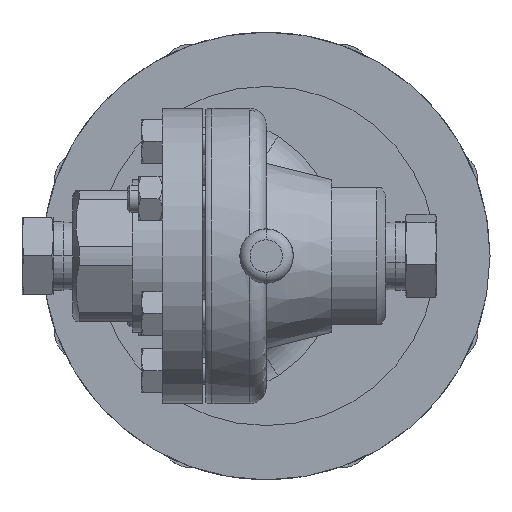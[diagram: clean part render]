
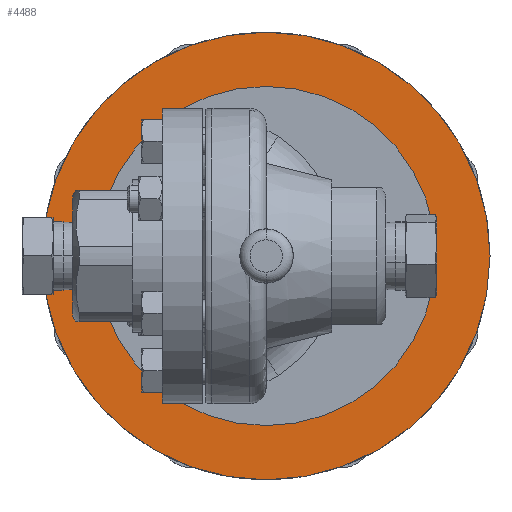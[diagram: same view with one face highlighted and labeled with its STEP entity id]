
A CAD part, front view. The second image highlights one B-rep face of the part: STEP entity #4488.
In plain terms, the highlighted planar face has unit normal (0, -1, 0).
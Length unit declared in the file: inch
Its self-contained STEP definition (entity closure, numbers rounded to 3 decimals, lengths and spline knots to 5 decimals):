
#676 = EDGE_LOOP ( 'NONE', ( #12031, #2225 ) ) ;
#708 = DIRECTION ( 'NONE',  ( 0., 1., 0. ) ) ;
#1617 = DIRECTION ( 'NONE',  ( 0., -1., 0. ) ) ;
#1670 = ORIENTED_EDGE ( 'NONE', *, *, #8073, .F. ) ;
#1940 = CARTESIAN_POINT ( 'NONE',  ( 0., 2.05, -2.56 ) ) ;
#1964 = DIRECTION ( 'NONE',  ( 0., 0., 1. ) ) ;
#2173 = VERTEX_POINT ( 'NONE', #1940 ) ;
#2225 = ORIENTED_EDGE ( 'NONE', *, *, #14633, .F. ) ;
#2302 = CIRCLE ( 'NONE', #8904, 2.56 ) ;
#2825 = CARTESIAN_POINT ( 'NONE',  ( 0., 2.05, 0. ) ) ;
#3952 = VERTEX_POINT ( 'NONE', #12915 ) ;
#4119 = ORIENTED_EDGE ( 'NONE', *, *, #5775, .F. ) ;
#4259 = DIRECTION ( 'NONE',  ( 0., 1., 0. ) ) ;
#4488 = ADVANCED_FACE ( 'NONE', ( #12630, #6086 ), #15638, .F. ) ;
#4837 = AXIS2_PLACEMENT_3D ( 'NONE', #10788, #6756, #1964 ) ;
#4988 = CIRCLE ( 'NONE', #15609, 1.94 ) ;
#5365 = DIRECTION ( 'NONE',  ( 0., 0., -1. ) ) ;
#5669 = DIRECTION ( 'NONE',  ( 0., 0., 1. ) ) ;
#5775 = EDGE_CURVE ( 'NONE', #8038, #11503, #6184, .T. ) ;
#6086 = FACE_OUTER_BOUND ( 'NONE', #676, .T. ) ;
#6184 = CIRCLE ( 'NONE', #10561, 1.94 ) ;
#6756 = DIRECTION ( 'NONE',  ( 0., 1., 0. ) ) ;
#7702 = DIRECTION ( 'NONE',  ( 0., 0., -1. ) ) ;
#8038 = VERTEX_POINT ( 'NONE', #12673 ) ;
#8073 = EDGE_CURVE ( 'NONE', #11503, #8038, #4988, .T. ) ;
#8904 = AXIS2_PLACEMENT_3D ( 'NONE', #10583, #4259, #5669 ) ;
#9868 = EDGE_CURVE ( 'NONE', #2173, #3952, #11067, .T. ) ;
#10561 = AXIS2_PLACEMENT_3D ( 'NONE', #2825, #1617, #7702 ) ;
#10583 = CARTESIAN_POINT ( 'NONE',  ( 0., 2.05, 0. ) ) ;
#10788 = CARTESIAN_POINT ( 'NONE',  ( -2.565, 2.05, 0. ) ) ;
#11067 = CIRCLE ( 'NONE', #16127, 2.56 ) ;
#11154 = CARTESIAN_POINT ( 'NONE',  ( 0., 2.05, 1.94 ) ) ;
#11503 = VERTEX_POINT ( 'NONE', #11154 ) ;
#11622 = CARTESIAN_POINT ( 'NONE',  ( 0., 2.05, 0. ) ) ;
#11734 = DIRECTION ( 'NONE',  ( 0., -1., 0. ) ) ;
#12031 = ORIENTED_EDGE ( 'NONE', *, *, #9868, .F. ) ;
#12070 = DIRECTION ( 'NONE',  ( 0., 0., 1. ) ) ;
#12630 = FACE_BOUND ( 'NONE', #13435, .T. ) ;
#12673 = CARTESIAN_POINT ( 'NONE',  ( 0., 2.05, -1.94 ) ) ;
#12915 = CARTESIAN_POINT ( 'NONE',  ( 0., 2.05, 2.56 ) ) ;
#13435 = EDGE_LOOP ( 'NONE', ( #4119, #1670 ) ) ;
#14633 = EDGE_CURVE ( 'NONE', #3952, #2173, #2302, .T. ) ;
#15609 = AXIS2_PLACEMENT_3D ( 'NONE', #11622, #11734, #5365 ) ;
#15638 = PLANE ( 'NONE',  #4837 ) ;
#15891 = CARTESIAN_POINT ( 'NONE',  ( 0., 2.05, 0. ) ) ;
#16127 = AXIS2_PLACEMENT_3D ( 'NONE', #15891, #708, #12070 ) ;
